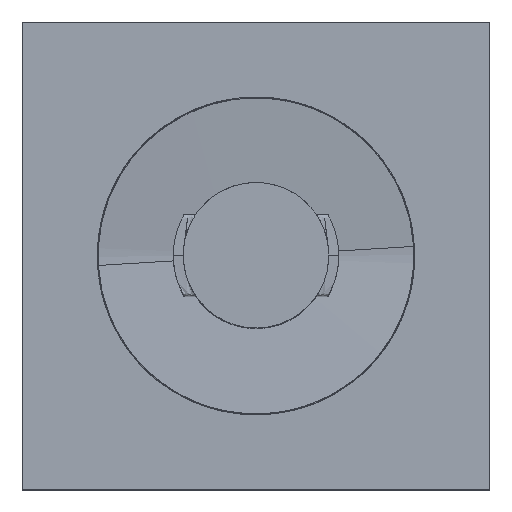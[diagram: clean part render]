
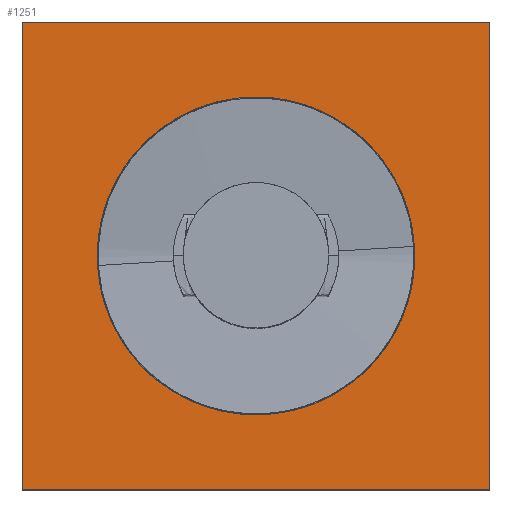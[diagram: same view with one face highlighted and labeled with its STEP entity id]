
A CAD part, top view. The second image highlights one B-rep face of the part: STEP entity #1251.
In plain terms, the highlighted planar face has unit normal (0, 0, 1).
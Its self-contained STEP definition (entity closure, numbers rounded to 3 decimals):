
#80=FACE_BOUND('',#2323,.T.);
#133=B_SPLINE_CURVE_WITH_KNOTS('',1,(#11398,#11399),.UNSPECIFIED.,.F.,.F.,
(2,2),(0.,200.),.UNSPECIFIED.);
#136=B_SPLINE_CURVE_WITH_KNOTS('',1,(#11404,#11405),.UNSPECIFIED.,.F.,.F.,
(2,2),(0.,200.),.UNSPECIFIED.);
#139=B_SPLINE_CURVE_WITH_KNOTS('',1,(#11410,#11411),.UNSPECIFIED.,.F.,.F.,
(2,2),(0.,200.),.UNSPECIFIED.);
#142=B_SPLINE_CURVE_WITH_KNOTS('',1,(#11416,#11417),.UNSPECIFIED.,.F.,.F.,
(2,2),(0.,200.),.UNSPECIFIED.);
#817=PLANE('',#9550);
#1251=ADVANCED_FACE('',(#1786,#80),#817,.T.);
#1786=FACE_OUTER_BOUND('',#2322,.T.);
#2322=EDGE_LOOP('',(#2963,#2964,#2965,#2966));
#2323=EDGE_LOOP('',(#2967,#2968));
#2963=ORIENTED_EDGE('',*,*,#5324,.F.);
#2964=ORIENTED_EDGE('',*,*,#5321,.F.);
#2965=ORIENTED_EDGE('',*,*,#5318,.F.);
#2966=ORIENTED_EDGE('',*,*,#5315,.F.);
#2967=ORIENTED_EDGE('',*,*,#5326,.T.);
#2968=ORIENTED_EDGE('',*,*,#5325,.T.);
#5315=EDGE_CURVE('',#7854,#7855,#133,.T.);
#5318=EDGE_CURVE('',#7855,#7857,#136,.T.);
#5321=EDGE_CURVE('',#7857,#7859,#139,.T.);
#5324=EDGE_CURVE('',#7859,#7854,#142,.T.);
#5325=EDGE_CURVE('',#7860,#7861,#6919,.T.);
#5326=EDGE_CURVE('',#7861,#7860,#6920,.T.);
#6919=(
BOUNDED_CURVE()
B_SPLINE_CURVE(2,(#11418,#11419,#11420,#11421,#11422),.UNSPECIFIED.,.F.,
 .F.)
B_SPLINE_CURVE_WITH_KNOTS((3,2,3),(91.106,136.659,182.212),
 .UNSPECIFIED.)
CURVE()
GEOMETRIC_REPRESENTATION_ITEM()
RATIONAL_B_SPLINE_CURVE((1.,0.707,1.,0.707,1.))
REPRESENTATION_ITEM('')
);
#6920=(
BOUNDED_CURVE()
B_SPLINE_CURVE(2,(#11423,#11424,#11425,#11426,#11427),.UNSPECIFIED.,.F.,
 .F.)
B_SPLINE_CURVE_WITH_KNOTS((3,2,3),(0.,45.553,91.106),
 .UNSPECIFIED.)
CURVE()
GEOMETRIC_REPRESENTATION_ITEM()
RATIONAL_B_SPLINE_CURVE((1.,0.707,1.,0.707,1.))
REPRESENTATION_ITEM('')
);
#7854=VERTEX_POINT('',#11384);
#7855=VERTEX_POINT('',#11385);
#7857=VERTEX_POINT('',#11387);
#7859=VERTEX_POINT('',#11389);
#7860=VERTEX_POINT('',#11390);
#7861=VERTEX_POINT('',#11391);
#9550=AXIS2_PLACEMENT_3D('',#11370,#9636,$);
#9636=DIRECTION('',(0.,0.,1.));
#11370=CARTESIAN_POINT('',(120.6,-120.611,14.75));
#11384=CARTESIAN_POINT('',(-100.009,-100.001,14.75));
#11385=CARTESIAN_POINT('',(-100.009,99.999,14.75));
#11387=CARTESIAN_POINT('',(99.991,99.999,14.75));
#11389=CARTESIAN_POINT('',(99.991,-100.001,14.75));
#11390=CARTESIAN_POINT('',(28.991,-0.001,14.75));
#11391=CARTESIAN_POINT('',(-29.009,-0.001,14.75));
#11398=CARTESIAN_POINT('',(-100.009,-100.001,14.75));
#11399=CARTESIAN_POINT('',(-100.009,99.999,14.75));
#11404=CARTESIAN_POINT('',(-100.009,99.999,14.75));
#11405=CARTESIAN_POINT('',(99.991,99.999,14.75));
#11410=CARTESIAN_POINT('',(99.991,99.999,14.75));
#11411=CARTESIAN_POINT('',(99.991,-100.001,14.75));
#11416=CARTESIAN_POINT('',(99.991,-100.001,14.75));
#11417=CARTESIAN_POINT('',(-100.009,-100.001,14.75));
#11418=CARTESIAN_POINT('',(28.991,-0.001,14.75));
#11419=CARTESIAN_POINT('',(28.991,-29.001,14.75));
#11420=CARTESIAN_POINT('',(-0.009,-29.001,14.75));
#11421=CARTESIAN_POINT('',(-29.009,-29.001,14.75));
#11422=CARTESIAN_POINT('',(-29.009,-0.001,14.75));
#11423=CARTESIAN_POINT('',(-29.009,-0.001,14.75));
#11424=CARTESIAN_POINT('',(-29.009,28.999,14.75));
#11425=CARTESIAN_POINT('',(-0.009,28.999,14.75));
#11426=CARTESIAN_POINT('',(28.991,28.999,14.75));
#11427=CARTESIAN_POINT('',(28.991,-0.001,14.75));
